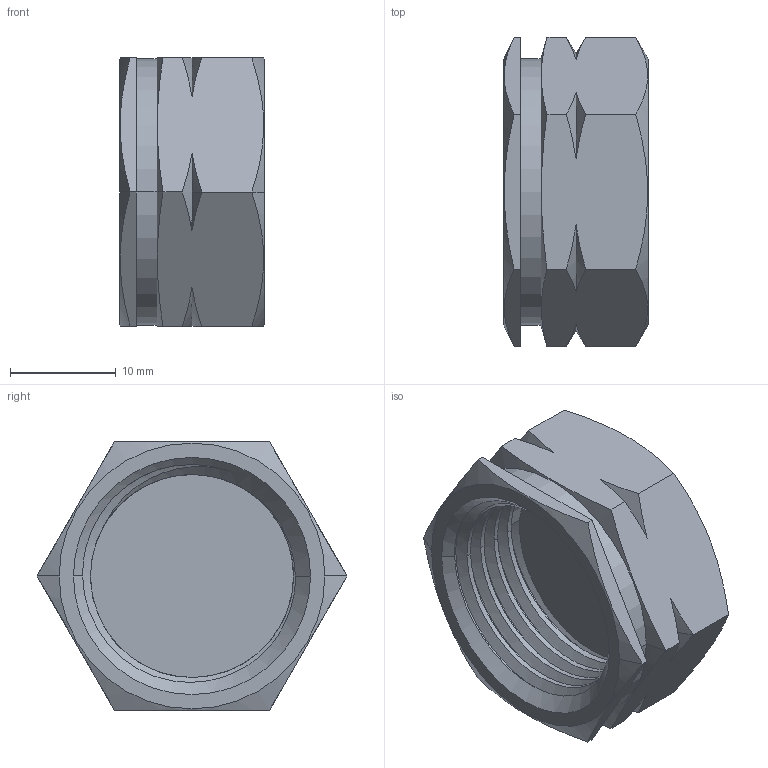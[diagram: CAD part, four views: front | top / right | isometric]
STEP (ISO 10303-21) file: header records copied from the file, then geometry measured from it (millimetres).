
FILE_DESCRIPTION (( 'STEP AP203' ), '1' );
FILE_NAME ('CAP-33BR-P.STEP', '2025-08-20T13:17:49', ( '' ), ( '' ), 'SwSTEP 2.0', 'SolidWorks 2018', '' );
FILE_SCHEMA (( 'CONFIG_CONTROL_DESIGN' ));
Length unit declared in the file: inch
Products named in the file (3): CAP-33BR-P; PRT-000939; PRT-000160
Assembly tree (2 placements, depth 2):
  CAP-33BR-P
    PRT-000939
    PRT-000160
Bounding box: 13.72 x 29.33 x 25.4 mm (x, y, z)
Volume: 4654.2 mm3; surface area: 4051.8 mm2
Topology: 3 solids, 3 shells, 60 faces, 220 edges, 168 vertices
Faces by surface type: cone 22, plane 19, cylinder 15, bspline 4
Entity records: 5688 total; most frequent: CARTESIAN_POINT 3725, ORIENTED_EDGE 440, DIRECTION 226, EDGE_CURVE 220, VERTEX_POINT 168, B_SPLINE_CURVE_WITH_KNOTS 141, AXIS2_PLACEMENT_3D 86, EDGE_LOOP 62
